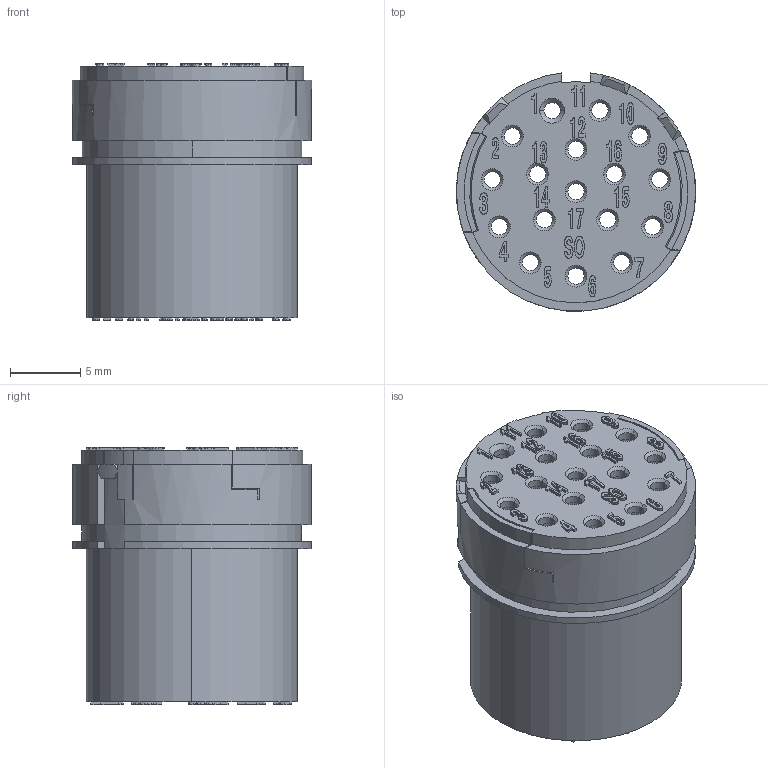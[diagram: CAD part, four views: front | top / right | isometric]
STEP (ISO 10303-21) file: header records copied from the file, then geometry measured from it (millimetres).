
FILE_DESCRIPTION((''),'2;1');
FILE_NAME('HR23-017-FC_SW0001','2017-07-24T',('tc.chen'),(''),'PRO/ENGINEER BY PARAMETRIC TECHNOLOGY CORPORATION, 2012480','PRO/ENGINEER BY PARAMETRIC TECHNOLOGY CORPORATION, 2012480','');
FILE_SCHEMA(('AUTOMOTIVE_DESIGN { 1 0 10303 214 1 1 1 1 }'));
Length unit declared in the file: millimetre
Products named in the file (1): HR23-017-FC_SW0001
Bounding box: 17 x 16.92 x 18.3 mm (x, y, z)
Volume: 2095.4 mm3; surface area: 4596.3 mm2
Topology: 1 solids, 1 shells, 1617 faces, 4509 edges, 2959 vertices
Faces by surface type: plane 713, extrusion 590, cylinder 192, cone 118, torus 4
Entity records: 54608 total; most frequent: CARTESIAN_POINT 14875, ORIENTED_EDGE 9018, DIRECTION 6525, EDGE_CURVE 4509, VECTOR 2979, VERTEX_POINT 2959, LINE 2389, B_SPLINE_CURVE_WITH_KNOTS 1964
